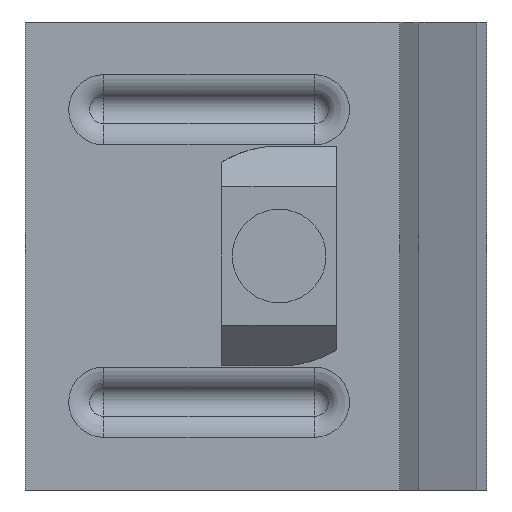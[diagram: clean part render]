
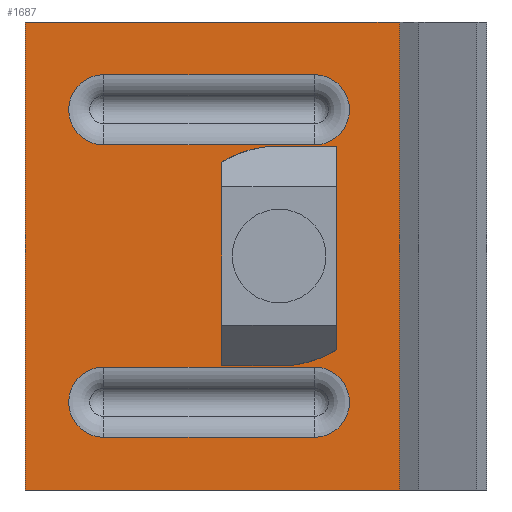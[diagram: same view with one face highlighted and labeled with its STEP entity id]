
A CAD part, front view. The second image highlights one B-rep face of the part: STEP entity #1687.
In plain terms, the highlighted planar face has unit normal (0, -1, 0).
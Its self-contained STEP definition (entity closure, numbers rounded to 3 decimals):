
#6 = EDGE_CURVE ( 'NONE', #1723, #116, #2793, .T. ) ;
#21 = EDGE_CURVE ( 'NONE', #4212, #1556, #1732, .T. ) ;
#29 = EDGE_CURVE ( 'NONE', #567, #3249, #63, .T. ) ;
#63 = LINE ( 'NONE', #2751, #4106 ) ;
#89 = LINE ( 'NONE', #1424, #513 ) ;
#116 = VERTEX_POINT ( 'NONE', #844 ) ;
#123 = CARTESIAN_POINT ( 'NONE',  ( 3.088, -9.215, 9.5 ) ) ;
#148 = DIRECTION ( 'NONE',  ( 0., 0., 1. ) ) ;
#167 = DIRECTION ( 'NONE',  ( 1., 0., 0. ) ) ;
#181 = ORIENTED_EDGE ( 'NONE', *, *, #4018, .F. ) ;
#215 = DIRECTION ( 'NONE',  ( 0., 1., 0. ) ) ;
#219 = CARTESIAN_POINT ( 'NONE',  ( 3.088, -9.215, -9.5 ) ) ;
#257 = FACE_BOUND ( 'NONE', #1952, .T. ) ;
#296 = DIRECTION ( 'NONE',  ( 1., 0., 0. ) ) ;
#337 = CARTESIAN_POINT ( 'NONE',  ( -11.106, -9.215, -4.5 ) ) ;
#345 = EDGE_CURVE ( 'NONE', #3749, #2930, #3772, .T. ) ;
#440 = DIRECTION ( 'NONE',  ( -1., 0., 0. ) ) ;
#442 = ORIENTED_EDGE ( 'NONE', *, *, #3341, .F. ) ;
#445 = EDGE_CURVE ( 'NONE', #2679, #1723, #3465, .T. ) ;
#449 = CARTESIAN_POINT ( 'NONE',  ( -11.106, -9.215, 0. ) ) ;
#452 = CARTESIAN_POINT ( 'NONE',  ( -26.097, -9.215, -15.5 ) ) ;
#513 = VECTOR ( 'NONE', #3007, 1000. ) ;
#543 = VECTOR ( 'NONE', #3042, 1000. ) ;
#567 = VERTEX_POINT ( 'NONE', #2861 ) ;
#577 = EDGE_LOOP ( 'NONE', ( #2992, #2379 ) ) ;
#597 = ORIENTED_EDGE ( 'NONE', *, *, #1674, .F. ) ;
#604 = EDGE_CURVE ( 'NONE', #2930, #3749, #2535, .T. ) ;
#620 = AXIS2_PLACEMENT_3D ( 'NONE', #3088, #3813, #1064 ) ;
#673 = CARTESIAN_POINT ( 'NONE',  ( -0.806, -9.215, 20. ) ) ;
#700 = ORIENTED_EDGE ( 'NONE', *, *, #1265, .F. ) ;
#712 = CIRCLE ( 'NONE', #940, 3. ) ;
#726 = CARTESIAN_POINT ( 'NONE',  ( -26.097, -9.215, 12.5 ) ) ;
#739 = VERTEX_POINT ( 'NONE', #3357 ) ;
#781 = ORIENTED_EDGE ( 'NONE', *, *, #445, .T. ) ;
#844 = CARTESIAN_POINT ( 'NONE',  ( -26.097, -9.215, 15.5 ) ) ;
#859 = EDGE_CURVE ( 'NONE', #2106, #960, #1753, .T. ) ;
#865 = CARTESIAN_POINT ( 'NONE',  ( 3.088, -9.215, -15.5 ) ) ;
#877 = CARTESIAN_POINT ( 'NONE',  ( -0.806, -9.215, 20. ) ) ;
#898 = EDGE_CURVE ( 'NONE', #567, #4212, #1159, .T. ) ;
#940 = AXIS2_PLACEMENT_3D ( 'NONE', #3252, #215, #148 ) ;
#960 = VERTEX_POINT ( 'NONE', #452 ) ;
#961 = CARTESIAN_POINT ( 'NONE',  ( -26.097, -9.215, 9.5 ) ) ;
#976 = ORIENTED_EDGE ( 'NONE', *, *, #2714, .T. ) ;
#1004 = ORIENTED_EDGE ( 'NONE', *, *, #21, .T. ) ;
#1009 = VECTOR ( 'NONE', #2003, 1000. ) ;
#1064 = DIRECTION ( 'NONE',  ( -1., 0., 0. ) ) ;
#1159 = LINE ( 'NONE', #1881, #3263 ) ;
#1176 = EDGE_CURVE ( 'NONE', #1840, #3839, #2758, .T. ) ;
#1265 = EDGE_CURVE ( 'NONE', #3249, #1840, #3459, .T. ) ;
#1272 = DIRECTION ( 'NONE',  ( -1., 0., 0. ) ) ;
#1316 = CARTESIAN_POINT ( 'NONE',  ( -11.106, -9.215, 4.5 ) ) ;
#1350 = ORIENTED_EDGE ( 'NONE', *, *, #6, .T. ) ;
#1424 = CARTESIAN_POINT ( 'NONE',  ( 3.088, -9.215, 15.5 ) ) ;
#1471 = VECTOR ( 'NONE', #1272, 1000. ) ;
#1487 = LINE ( 'NONE', #219, #1471 ) ;
#1556 = VERTEX_POINT ( 'NONE', #4014 ) ;
#1580 = VECTOR ( 'NONE', #167, 1000. ) ;
#1638 = LINE ( 'NONE', #1658, #3949 ) ;
#1658 = CARTESIAN_POINT ( 'NONE',  ( -0.607, -9.215, -20. ) ) ;
#1674 = EDGE_CURVE ( 'NONE', #2585, #2008, #3414, .T. ) ;
#1687 = ADVANCED_FACE ( 'NONE', ( #1923, #3276, #257, #2565 ), #2610, .F. ) ;
#1721 = CARTESIAN_POINT ( 'NONE',  ( -0.806, -9.215, -20. ) ) ;
#1723 = VERTEX_POINT ( 'NONE', #961 ) ;
#1732 = LINE ( 'NONE', #3075, #2433 ) ;
#1735 = CARTESIAN_POINT ( 'NONE',  ( -8.097, -9.215, -9.5 ) ) ;
#1753 = CIRCLE ( 'NONE', #1970, 3. ) ;
#1840 = VERTEX_POINT ( 'NONE', #3658 ) ;
#1855 = DIRECTION ( 'NONE',  ( 0., 0., -1. ) ) ;
#1881 = CARTESIAN_POINT ( 'NONE',  ( -32.806, -9.215, 20. ) ) ;
#1923 = FACE_BOUND ( 'NONE', #1971, .T. ) ;
#1937 = CARTESIAN_POINT ( 'NONE',  ( -3.097, -9.215, 20. ) ) ;
#1952 = EDGE_LOOP ( 'NONE', ( #4030, #181, #597, #3889 ) ) ;
#1970 = AXIS2_PLACEMENT_3D ( 'NONE', #3221, #3609, #2216 ) ;
#1971 = EDGE_LOOP ( 'NONE', ( #781, #1350, #442, #976 ) ) ;
#2003 = DIRECTION ( 'NONE',  ( 0., 0., -1. ) ) ;
#2008 = VERTEX_POINT ( 'NONE', #1735 ) ;
#2106 = VERTEX_POINT ( 'NONE', #2579 ) ;
#2205 = CARTESIAN_POINT ( 'NONE',  ( -0.806, -9.215, 20. ) ) ;
#2216 = DIRECTION ( 'NONE',  ( 0., 0., -1. ) ) ;
#2274 = DIRECTION ( 'NONE',  ( 0., 1., 0. ) ) ;
#2317 = DIRECTION ( 'NONE',  ( 1., 0., 0. ) ) ;
#2360 = EDGE_CURVE ( 'NONE', #1556, #3839, #1638, .T. ) ;
#2379 = ORIENTED_EDGE ( 'NONE', *, *, #604, .T. ) ;
#2433 = VECTOR ( 'NONE', #2690, 1000. ) ;
#2530 = CARTESIAN_POINT ( 'NONE',  ( -32.806, -9.215, -20. ) ) ;
#2535 = CIRCLE ( 'NONE', #3089, 4.5 ) ;
#2563 = DIRECTION ( 'NONE',  ( 0., 1., 0. ) ) ;
#2565 = FACE_OUTER_BOUND ( 'NONE', #3427, .T. ) ;
#2579 = CARTESIAN_POINT ( 'NONE',  ( -26.097, -9.215, -9.5 ) ) ;
#2585 = VERTEX_POINT ( 'NONE', #3344 ) ;
#2610 = PLANE ( 'NONE',  #2647 ) ;
#2647 = AXIS2_PLACEMENT_3D ( 'NONE', #877, #2274, #296 ) ;
#2654 = AXIS2_PLACEMENT_3D ( 'NONE', #726, #2776, #3412 ) ;
#2679 = VERTEX_POINT ( 'NONE', #3211 ) ;
#2690 = DIRECTION ( 'NONE',  ( 1., 0., 0. ) ) ;
#2714 = EDGE_CURVE ( 'NONE', #739, #2679, #712, .T. ) ;
#2751 = CARTESIAN_POINT ( 'NONE',  ( -0.806, -9.215, 20. ) ) ;
#2758 = LINE ( 'NONE', #673, #1009 ) ;
#2776 = DIRECTION ( 'NONE',  ( 0., 1., 0. ) ) ;
#2793 = CIRCLE ( 'NONE', #2654, 3. ) ;
#2861 = CARTESIAN_POINT ( 'NONE',  ( -32.806, -9.215, 20. ) ) ;
#2930 = VERTEX_POINT ( 'NONE', #337 ) ;
#2983 = ORIENTED_EDGE ( 'NONE', *, *, #898, .T. ) ;
#2992 = ORIENTED_EDGE ( 'NONE', *, *, #345, .T. ) ;
#3007 = DIRECTION ( 'NONE',  ( -1., 0., 0. ) ) ;
#3042 = DIRECTION ( 'NONE',  ( -1., 0., 0. ) ) ;
#3075 = CARTESIAN_POINT ( 'NONE',  ( -0.806, -9.215, -20. ) ) ;
#3088 = CARTESIAN_POINT ( 'NONE',  ( -11.106, -9.215, 0. ) ) ;
#3089 = AXIS2_PLACEMENT_3D ( 'NONE', #449, #2563, #3231 ) ;
#3185 = CARTESIAN_POINT ( 'NONE',  ( -8.097, -9.215, -12.5 ) ) ;
#3211 = CARTESIAN_POINT ( 'NONE',  ( -8.097, -9.215, 9.5 ) ) ;
#3221 = CARTESIAN_POINT ( 'NONE',  ( -26.097, -9.215, -12.5 ) ) ;
#3231 = DIRECTION ( 'NONE',  ( -1., 0., 0. ) ) ;
#3249 = VERTEX_POINT ( 'NONE', #1937 ) ;
#3252 = CARTESIAN_POINT ( 'NONE',  ( -8.097, -9.215, 12.5 ) ) ;
#3263 = VECTOR ( 'NONE', #3879, 1000. ) ;
#3276 = FACE_BOUND ( 'NONE', #577, .T. ) ;
#3323 = VECTOR ( 'NONE', #440, 1000. ) ;
#3341 = EDGE_CURVE ( 'NONE', #739, #116, #89, .T. ) ;
#3344 = CARTESIAN_POINT ( 'NONE',  ( -8.097, -9.215, -15.5 ) ) ;
#3357 = CARTESIAN_POINT ( 'NONE',  ( -8.097, -9.215, 15.5 ) ) ;
#3412 = DIRECTION ( 'NONE',  ( 0., 0., 1. ) ) ;
#3414 = CIRCLE ( 'NONE', #3561, 3. ) ;
#3421 = ORIENTED_EDGE ( 'NONE', *, *, #29, .F. ) ;
#3427 = EDGE_LOOP ( 'NONE', ( #1004, #4134, #4000, #700, #3421, #2983 ) ) ;
#3459 = LINE ( 'NONE', #2205, #1580 ) ;
#3465 = LINE ( 'NONE', #123, #543 ) ;
#3561 = AXIS2_PLACEMENT_3D ( 'NONE', #3185, #3898, #1855 ) ;
#3584 = EDGE_CURVE ( 'NONE', #2585, #960, #4190, .T. ) ;
#3609 = DIRECTION ( 'NONE',  ( 0., -1., 0. ) ) ;
#3658 = CARTESIAN_POINT ( 'NONE',  ( -0.806, -9.215, 20. ) ) ;
#3749 = VERTEX_POINT ( 'NONE', #1316 ) ;
#3772 = CIRCLE ( 'NONE', #620, 4.5 ) ;
#3813 = DIRECTION ( 'NONE',  ( 0., 1., 0. ) ) ;
#3839 = VERTEX_POINT ( 'NONE', #1721 ) ;
#3879 = DIRECTION ( 'NONE',  ( 0., 0., -1. ) ) ;
#3889 = ORIENTED_EDGE ( 'NONE', *, *, #3584, .T. ) ;
#3898 = DIRECTION ( 'NONE',  ( 0., -1., 0. ) ) ;
#3949 = VECTOR ( 'NONE', #2317, 1000. ) ;
#4000 = ORIENTED_EDGE ( 'NONE', *, *, #1176, .F. ) ;
#4014 = CARTESIAN_POINT ( 'NONE',  ( -3.097, -9.215, -20. ) ) ;
#4018 = EDGE_CURVE ( 'NONE', #2008, #2106, #1487, .T. ) ;
#4030 = ORIENTED_EDGE ( 'NONE', *, *, #859, .F. ) ;
#4076 = DIRECTION ( 'NONE',  ( 1., 0., 0. ) ) ;
#4106 = VECTOR ( 'NONE', #4076, 1000. ) ;
#4134 = ORIENTED_EDGE ( 'NONE', *, *, #2360, .T. ) ;
#4190 = LINE ( 'NONE', #865, #3323 ) ;
#4212 = VERTEX_POINT ( 'NONE', #2530 ) ;
